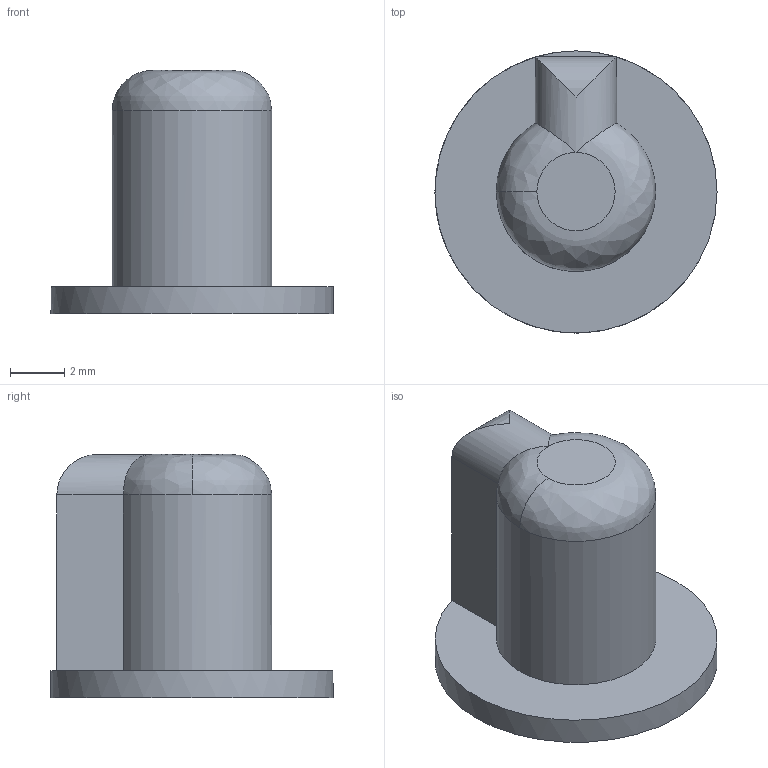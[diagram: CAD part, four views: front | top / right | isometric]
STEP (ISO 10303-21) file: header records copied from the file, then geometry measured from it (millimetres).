
FILE_DESCRIPTION(('FreeCAD Model'),'2;1');
FILE_NAME('Open CASCADE Shape Model','2022-11-03T00:29:57',('Author'),( ''),'Open CASCADE STEP processor 7.4','FreeCAD','Unknown');
FILE_SCHEMA(('AUTOMOTIVE_DESIGN { 1 0 10303 214 1 1 1 1 }'));
Length unit declared in the file: millimetre
Products named in the file (1): Component6
Bounding box: 10.44 x 10.44 x 9 mm (x, y, z)
Volume: 346.6 mm3; surface area: 374.4 mm2
Topology: 1 solids, 1 shells, 13 faces, 25 edges, 14 vertices
Faces by surface type: plane 7, cylinder 4, bspline 2
Full cylindrical faces by diameter (mm): 10.44 x1
Entity records: 391 total; most frequent: CARTESIAN_POINT 107, DIRECTION 59, ORIENTED_EDGE 50, EDGE_CURVE 25, AXIS2_PLACEMENT_3D 24, VERTEX_POINT 14, ADVANCED_FACE 13, FACE_BOUND 13
